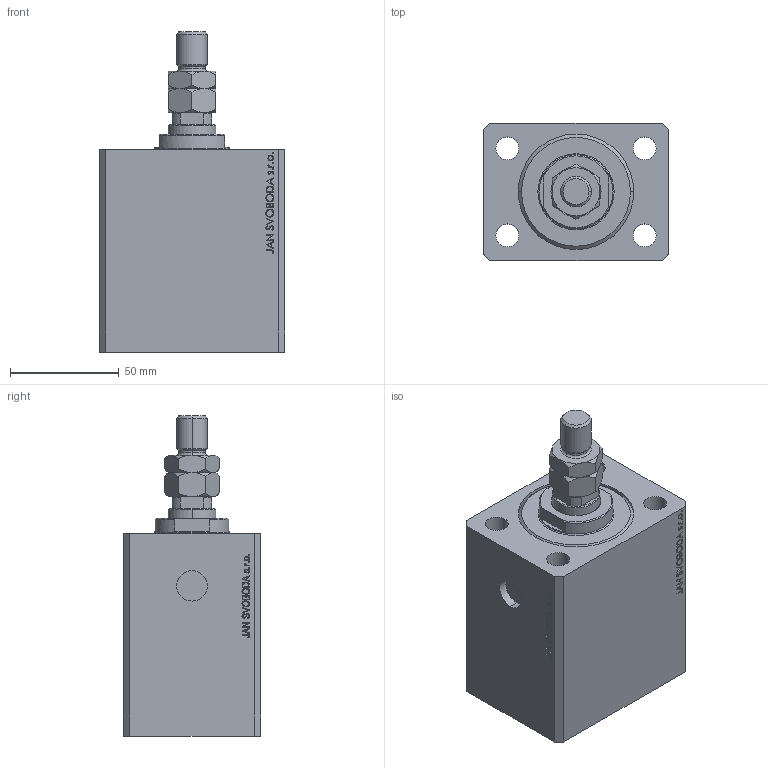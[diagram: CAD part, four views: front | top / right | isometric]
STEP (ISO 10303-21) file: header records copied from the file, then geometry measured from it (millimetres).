
FILE_DESCRIPTION (( 'STEP AP203' ), '1' );
FILE_NAME ('0917.STEP', '2023-10-10T10:23:30', ( '' ), ( '' ), 'SwSTEP 2.0', 'SolidWorks 2019', '' );
FILE_SCHEMA (( 'CONFIG_CONTROL_DESIGN' ));
Length unit declared in the file: millimetre
Products named in the file (5): V250CE_C_Body d619650eb372f69f5123f23230fc4f4b; 0917; V250CE_VC_C d619650eb372f69f5123f23230fc4f4b; V250CE_C_VCP d619650eb372f69f5123f23230fc4f4b; MTA d619650eb372f69f5123f23230fc4f4b
Assembly tree (4 placements, depth 2):
  0917
    V250CE_C_Body d619650eb372f69f5123f23230fc4f4b
    V250CE_C_VCP d619650eb372f69f5123f23230fc4f4b
    V250CE_VC_C d619650eb372f69f5123f23230fc4f4b
    MTA d619650eb372f69f5123f23230fc4f4b
Bounding box: 85 x 63 x 147 mm (x, y, z)
Volume: 460340.5 mm3; surface area: 86983.9 mm2
Topology: 4 solids, 4 shells, 915 faces, 2343 edges, 1541 vertices
Faces by surface type: plane 443, bspline 374, cylinder 48, cone 42, torus 8
Entity records: 46072 total; most frequent: CARTESIAN_POINT 25902, ORIENTED_EDGE 4682, DIRECTION 2771, EDGE_CURVE 2341, VERTEX_POINT 1541, LINE 1383, VECTOR 1383, EDGE_LOOP 1036
